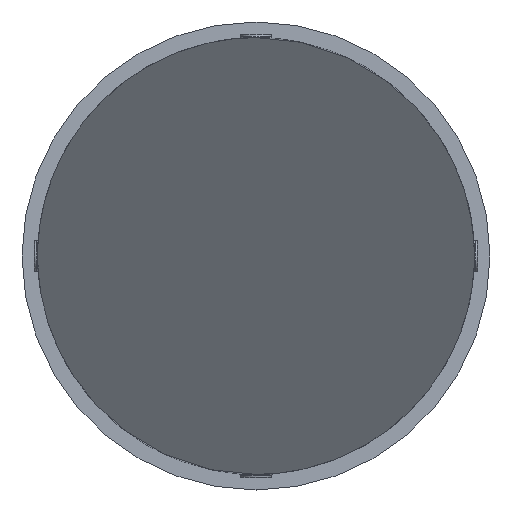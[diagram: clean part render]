
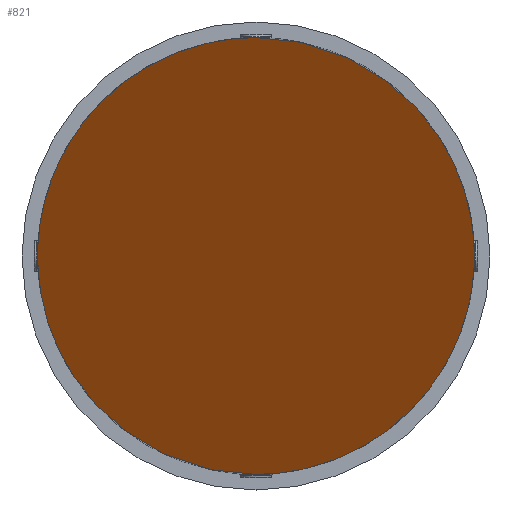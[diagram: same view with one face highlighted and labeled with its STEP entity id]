
A CAD part, front view. The second image highlights one B-rep face of the part: STEP entity #821.
In plain terms, the highlighted planar face has unit normal (-0.707, -0.707, 0).
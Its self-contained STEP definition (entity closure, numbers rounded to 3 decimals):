
#821 = ADVANCED_FACE ( 'Defeature ausgef�hrt4_8', ( #4864 ), #1202, .F. ) ;
#964 = CARTESIAN_POINT ( 'NONE',  ( 0., -19.2, 2.8 ) ) ;
#1091 =( BOUNDED_CURVE ( )  B_SPLINE_CURVE ( 3, ( #1418, #1495, #1393, #2278 ),
 .UNSPECIFIED., .F., .F. ) 
 B_SPLINE_CURVE_WITH_KNOTS ( ( 4, 4 ),
 ( 4.712, 7.854 ),
 .UNSPECIFIED. ) 
 CURVE ( )  GEOMETRIC_REPRESENTATION_ITEM ( )  RATIONAL_B_SPLINE_CURVE ( ( 1., 0.333, 0.333, 1. ) ) 
 REPRESENTATION_ITEM ( '' )  );
#1202 = PLANE ( 'NONE',  #4993 ) ;
#1393 = CARTESIAN_POINT ( 'NONE',  ( -5.6, -13.6, 2.8 ) ) ;
#1418 = CARTESIAN_POINT ( 'NONE',  ( 0., -19.2, -2.8 ) ) ;
#1483 = EDGE_CURVE ( 'NONE', #4799, #2500, #1091, .T. ) ;
#1495 = CARTESIAN_POINT ( 'NONE',  ( -5.6, -13.6, -2.8 ) ) ;
#1627 = DIRECTION ( 'NONE',  ( 0.707, 0.707, 0. ) ) ;
#1923 = DIRECTION ( 'NONE',  ( 0.707, -0.707, 0. ) ) ;
#2031 = CARTESIAN_POINT ( 'NONE',  ( -4.2, -15., 3. ) ) ;
#2278 = CARTESIAN_POINT ( 'NONE',  ( 0., -19.2, 2.8 ) ) ;
#2500 = VERTEX_POINT ( 'NONE', #2789 ) ;
#2627 = CARTESIAN_POINT ( 'NONE',  ( 0., -19.2, -2.8 ) ) ;
#2789 = CARTESIAN_POINT ( 'NONE',  ( 0., -19.2, 2.8 ) ) ;
#2975 = EDGE_LOOP ( 'NONE', ( #3027, #3472 ) ) ;
#3027 = ORIENTED_EDGE ( 'NONE', *, *, #1483, .F. ) ;
#3427 = CARTESIAN_POINT ( 'NONE',  ( 5.6, -24.8, -2.8 ) ) ;
#3472 = ORIENTED_EDGE ( 'NONE', *, *, #3618, .F. ) ;
#3618 = EDGE_CURVE ( 'NONE', #2500, #4799, #3964, .T. ) ;
#3964 =( BOUNDED_CURVE ( )  B_SPLINE_CURVE ( 3, ( #964, #4711, #3427, #2627 ),
 .UNSPECIFIED., .F., .F. ) 
 B_SPLINE_CURVE_WITH_KNOTS ( ( 4, 4 ),
 ( 1.571, 4.712 ),
 .UNSPECIFIED. ) 
 CURVE ( )  GEOMETRIC_REPRESENTATION_ITEM ( )  RATIONAL_B_SPLINE_CURVE ( ( 1., 0.333, 0.333, 1. ) ) 
 REPRESENTATION_ITEM ( '' )  );
#4666 = CARTESIAN_POINT ( 'NONE',  ( 0., -19.2, -2.8 ) ) ;
#4711 = CARTESIAN_POINT ( 'NONE',  ( 5.6, -24.8, 2.8 ) ) ;
#4799 = VERTEX_POINT ( 'NONE', #4666 ) ;
#4864 = FACE_OUTER_BOUND ( 'NONE', #2975, .T. ) ;
#4993 = AXIS2_PLACEMENT_3D ( 'NONE', #2031, #1627, #1923 ) ;
